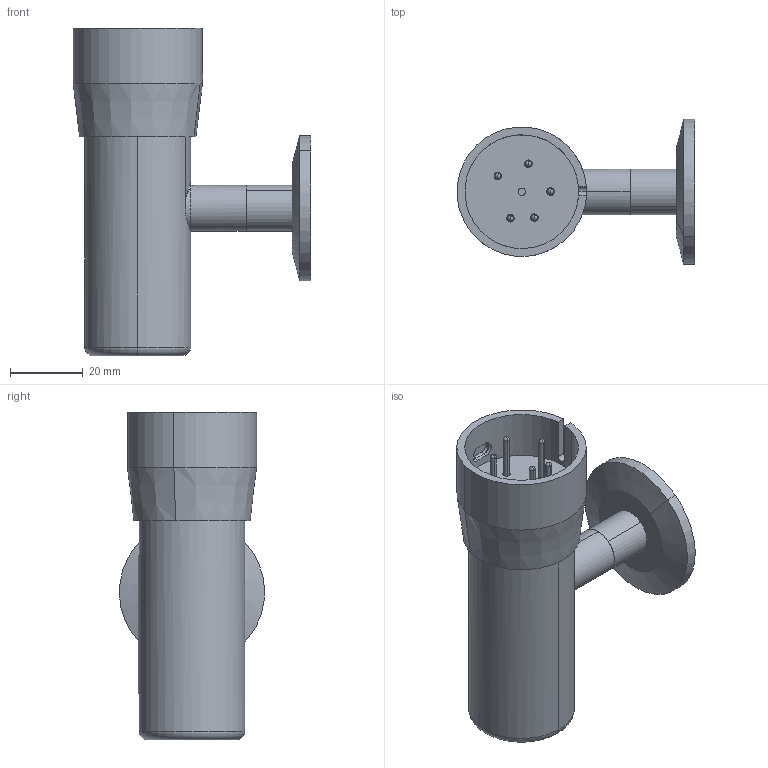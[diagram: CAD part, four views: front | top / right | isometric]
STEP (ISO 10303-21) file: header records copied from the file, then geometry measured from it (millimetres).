
FILE_DESCRIPTION (( 'STEP AP214' ), '1' );
FILE_NAME ('352-501 PGE050 25KF.STEP', '2018-09-11T18:43:41', ( 'dbourgois' ), ( 'Microsoft' ), 'SwSTEP 2.0', 'SolidWorks 2013', '' );
FILE_SCHEMA (( 'AUTOMOTIVE_DESIGN' ));
Length unit declared in the file: inch
Products named in the file (1): 352-501 PGE050  25KF
Bounding box: 65.24 x 39.85 x 89.94 mm (x, y, z)
Surface area: 23386.6 mm2 (no closed solid volume)
Topology: 0 solids, 12 shells, 122 faces, 358 edges, 235 vertices
Faces by surface type: cylinder 61, plane 25, sphere 10, bspline 10, torus 10, cone 6
Entity records: 6466 total; most frequent: CARTESIAN_POINT 1788, DIRECTION 679, ORIENTED_EDGE 557, EDGE_CURVE 338, AXIS2_PLACEMENT_3D 280, VERTEX_POINT 225, CIRCLE 167, EDGE_LOOP 136
